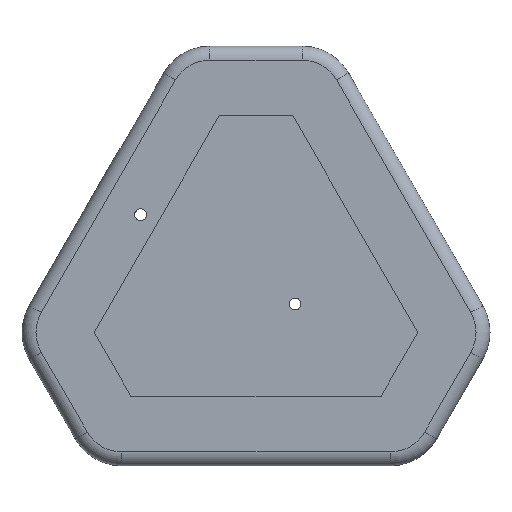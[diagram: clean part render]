
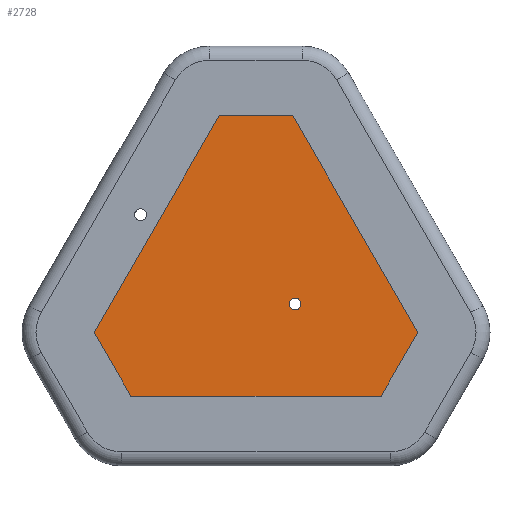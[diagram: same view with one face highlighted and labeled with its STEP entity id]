
A CAD part, front view. The second image highlights one B-rep face of the part: STEP entity #2728.
In plain terms, the highlighted planar face has unit normal (0, -1, 0).
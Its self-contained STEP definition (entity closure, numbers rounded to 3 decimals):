
#29 = AXIS2_PLACEMENT_3D ( 'NONE', #291, #1280, #771 ) ;
#47 = DIRECTION ( 'NONE',  ( 0., 0., -1. ) ) ;
#73 = VECTOR ( 'NONE', #2835, 1000. ) ;
#102 = CARTESIAN_POINT ( 'NONE',  ( -2.519, 0.5, 1.406 ) ) ;
#105 = EDGE_CURVE ( 'NONE', #466, #1896, #1205, .T. ) ;
#210 = CARTESIAN_POINT ( 'NONE',  ( -29.283, 0.5, -4.542 ) ) ;
#239 = LINE ( 'NONE', #2441, #1276 ) ;
#291 = CARTESIAN_POINT ( 'NONE',  ( 0., 0.5, 0. ) ) ;
#311 = EDGE_CURVE ( 'NONE', #2619, #1818, #2132, .T. ) ;
#334 = LINE ( 'NONE', #1072, #1631 ) ;
#401 = VERTEX_POINT ( 'NONE', #2894 ) ;
#466 = VERTEX_POINT ( 'NONE', #2113 ) ;
#531 = ORIENTED_EDGE ( 'NONE', *, *, #311, .F. ) ;
#594 = CARTESIAN_POINT ( 'NONE',  ( -13.972, 0.5, 3.503 ) ) ;
#659 = ORIENTED_EDGE ( 'NONE', *, *, #728, .T. ) ;
#703 = DIRECTION ( 'NONE',  ( 0.5, 0., -0.866 ) ) ;
#718 = CARTESIAN_POINT ( 'NONE',  ( -21.052, 0.5, 21.611 ) ) ;
#722 = LINE ( 'NONE', #210, #1149 ) ;
#725 = VERTEX_POINT ( 'NONE', #102 ) ;
#728 = EDGE_CURVE ( 'NONE', #725, #2711, #1076, .T. ) ;
#733 = AXIS2_PLACEMENT_3D ( 'NONE', #1830, #2965, #2332 ) ;
#771 = DIRECTION ( 'NONE',  ( 0., 0., -1. ) ) ;
#820 = DIRECTION ( 'NONE',  ( 0., -1., 0. ) ) ;
#848 = CARTESIAN_POINT ( 'NONE',  ( -29.283, 0.5, -4.542 ) ) ;
#977 = DIRECTION ( 'NONE',  ( 1., 0., 0. ) ) ;
#1072 = CARTESIAN_POINT ( 'NONE',  ( -14.184, 0.5, 21.611 ) ) ;
#1076 = LINE ( 'NONE', #1828, #73 ) ;
#1149 = VECTOR ( 'NONE', #977, 1000. ) ;
#1205 = LINE ( 'NONE', #3160, #1771 ) ;
#1276 = VECTOR ( 'NONE', #3161, 1000. ) ;
#1280 = DIRECTION ( 'NONE',  ( 0., -1., 0. ) ) ;
#1366 = EDGE_CURVE ( 'NONE', #401, #725, #239, .T. ) ;
#1410 = EDGE_CURVE ( 'NONE', #2537, #466, #2667, .T. ) ;
#1471 = DIRECTION ( 'NONE',  ( -0.5, 0., -0.866 ) ) ;
#1541 = EDGE_CURVE ( 'NONE', #2711, #2537, #334, .T. ) ;
#1631 = VECTOR ( 'NONE', #2074, 1000. ) ;
#1723 = CIRCLE ( 'NONE', #2139, 0.55 ) ;
#1759 = ORIENTED_EDGE ( 'NONE', *, *, #1410, .T. ) ;
#1771 = VECTOR ( 'NONE', #703, 1000. ) ;
#1775 = PLANE ( 'NONE',  #29 ) ;
#1818 = VERTEX_POINT ( 'NONE', #594 ) ;
#1828 = CARTESIAN_POINT ( 'NONE',  ( -2.519, 0.5, 1.406 ) ) ;
#1830 = CARTESIAN_POINT ( 'NONE',  ( -13.972, 0.5, 4.053 ) ) ;
#1831 = CARTESIAN_POINT ( 'NONE',  ( -14.184, 0.5, 21.611 ) ) ;
#1874 = EDGE_LOOP ( 'NONE', ( #2250, #531 ) ) ;
#1896 = VERTEX_POINT ( 'NONE', #848 ) ;
#1908 = EDGE_CURVE ( 'NONE', #1818, #2619, #1723, .T. ) ;
#2070 = ORIENTED_EDGE ( 'NONE', *, *, #1541, .T. ) ;
#2074 = DIRECTION ( 'NONE',  ( -1., 0., 0. ) ) ;
#2113 = CARTESIAN_POINT ( 'NONE',  ( -32.717, 0.5, 1.406 ) ) ;
#2123 = EDGE_CURVE ( 'NONE', #1896, #401, #722, .T. ) ;
#2132 = CIRCLE ( 'NONE', #733, 0.55 ) ;
#2139 = AXIS2_PLACEMENT_3D ( 'NONE', #2581, #820, #47 ) ;
#2151 = CARTESIAN_POINT ( 'NONE',  ( -13.972, 0.5, 4.603 ) ) ;
#2250 = ORIENTED_EDGE ( 'NONE', *, *, #1908, .F. ) ;
#2332 = DIRECTION ( 'NONE',  ( 0., 0., -1. ) ) ;
#2403 = ORIENTED_EDGE ( 'NONE', *, *, #1366, .T. ) ;
#2441 = CARTESIAN_POINT ( 'NONE',  ( -5.953, 0.5, -4.542 ) ) ;
#2507 = FACE_OUTER_BOUND ( 'NONE', #2582, .T. ) ;
#2514 = VECTOR ( 'NONE', #1471, 1000. ) ;
#2536 = ORIENTED_EDGE ( 'NONE', *, *, #105, .T. ) ;
#2537 = VERTEX_POINT ( 'NONE', #718 ) ;
#2581 = CARTESIAN_POINT ( 'NONE',  ( -13.972, 0.5, 4.053 ) ) ;
#2582 = EDGE_LOOP ( 'NONE', ( #2070, #1759, #2536, #2990, #2403, #659 ) ) ;
#2619 = VERTEX_POINT ( 'NONE', #2151 ) ;
#2667 = LINE ( 'NONE', #2934, #2514 ) ;
#2711 = VERTEX_POINT ( 'NONE', #1831 ) ;
#2728 = ADVANCED_FACE ( 'NONE', ( #2983, #2507 ), #1775, .T. ) ;
#2835 = DIRECTION ( 'NONE',  ( -0.5, 0., 0.866 ) ) ;
#2894 = CARTESIAN_POINT ( 'NONE',  ( -5.953, 0.5, -4.542 ) ) ;
#2934 = CARTESIAN_POINT ( 'NONE',  ( -21.052, 0.5, 21.611 ) ) ;
#2965 = DIRECTION ( 'NONE',  ( 0., -1., 0. ) ) ;
#2983 = FACE_BOUND ( 'NONE', #1874, .T. ) ;
#2990 = ORIENTED_EDGE ( 'NONE', *, *, #2123, .T. ) ;
#3160 = CARTESIAN_POINT ( 'NONE',  ( -32.717, 0.5, 1.406 ) ) ;
#3161 = DIRECTION ( 'NONE',  ( 0.5, 0., 0.866 ) ) ;
